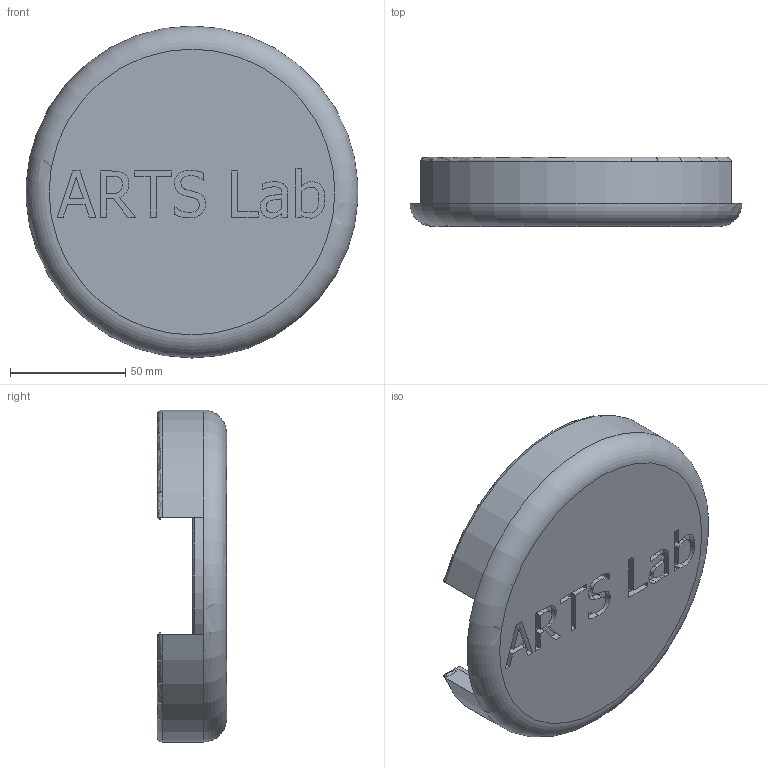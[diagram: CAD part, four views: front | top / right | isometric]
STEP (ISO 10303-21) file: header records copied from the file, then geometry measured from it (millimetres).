
FILE_DESCRIPTION(/* description */ (''),/* implementation_level */ '2;1');
FILE_NAME(/* name */ 'Access Cap.stp',/* time_stamp */ '2025-10-25T20:06:27-04:00',/* author */ ('mateo'),/* organization */ (''),/* preprocessor_version */ 'ST-DEVELOPER v20.1',/* originating_system */ 'Autodesk Inventor 2026',/* authorisation */ '');
FILE_SCHEMA (('AUTOMOTIVE_DESIGN { 1 0 10303 214 3 1 1 }'));
Length unit declared in the file: millimetre
Products named in the file (1): Head Plate Cover Cap
Bounding box: 143.7 x 30 x 144 mm (x, y, z)
Volume: 244866 mm3; surface area: 52397.3 mm2
Topology: 1 solids, 1 shells, 336 faces, 902 edges, 596 vertices
Faces by surface type: bspline 158, plane 158, cylinder 16, torus 3, cone 1
Full cylindrical faces by diameter (mm): 6.55 x3, 83.7 x1
Entity records: 11322 total; most frequent: CARTESIAN_POINT 3937, ORIENTED_EDGE 1804, DIRECTION 977, EDGE_CURVE 902, VERTEX_POINT 596, LINE 537, VECTOR 537, EDGE_LOOP 364
